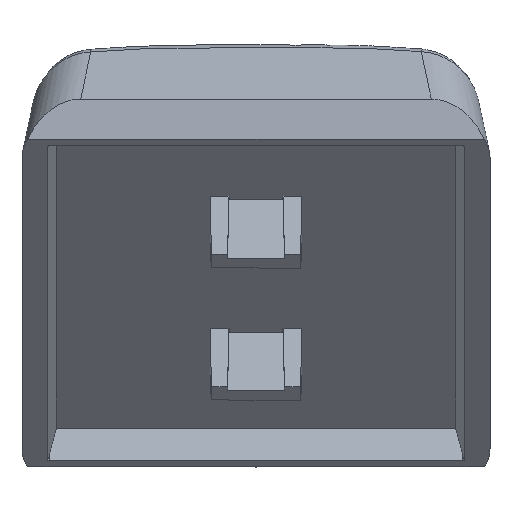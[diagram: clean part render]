
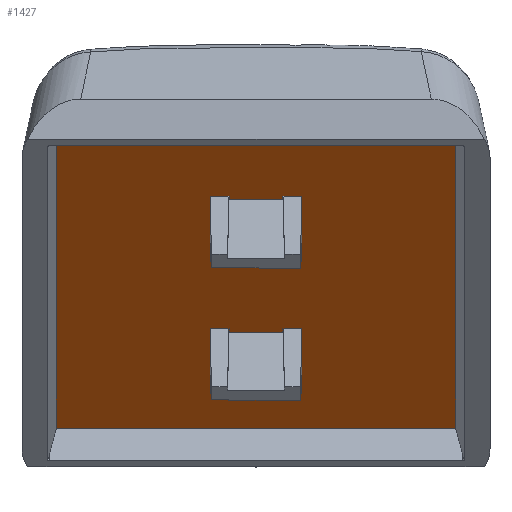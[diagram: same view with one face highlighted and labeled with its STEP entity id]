
A CAD part, front view. The second image highlights one B-rep face of the part: STEP entity #1427.
In plain terms, the highlighted planar face has unit normal (0, -0.749, -0.663).
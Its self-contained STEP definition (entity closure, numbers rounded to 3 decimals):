
#30=FACE_BOUND('',#528,.T.);
#31=FACE_BOUND('',#529,.T.);
#73=LINE('',#2305,#218);
#76=LINE('',#2310,#221);
#79=LINE('',#2316,#224);
#87=LINE('',#2333,#232);
#90=LINE('',#2338,#235);
#92=LINE('',#2342,#237);
#94=LINE('',#2346,#239);
#114=LINE('',#2405,#259);
#117=LINE('',#2410,#262);
#119=LINE('',#2413,#264);
#121=LINE('',#2417,#266);
#122=LINE('',#2420,#267);
#125=LINE('',#2426,#270);
#127=LINE('',#2430,#272);
#130=LINE('',#2435,#275);
#132=LINE('',#2439,#277);
#134=LINE('',#2443,#279);
#135=LINE('',#2445,#280);
#138=LINE('',#2451,#283);
#139=LINE('',#2454,#284);
#142=LINE('',#2460,#287);
#145=LINE('',#2466,#290);
#148=LINE('',#2472,#293);
#151=LINE('',#2477,#296);
#162=LINE('',#2536,#307);
#168=LINE('',#2547,#313);
#172=LINE('',#2555,#317);
#175=LINE('',#2560,#320);
#218=VECTOR('',#1618,10.);
#221=VECTOR('',#1623,10.);
#224=VECTOR('',#1628,10.);
#232=VECTOR('',#1640,10.);
#235=VECTOR('',#1645,10.);
#237=VECTOR('',#1649,10.);
#239=VECTOR('',#1653,10.);
#259=VECTOR('',#1709,10.);
#262=VECTOR('',#1714,10.);
#264=VECTOR('',#1718,10.);
#266=VECTOR('',#1722,10.);
#267=VECTOR('',#1725,10.);
#270=VECTOR('',#1730,10.);
#272=VECTOR('',#1734,10.);
#275=VECTOR('',#1739,10.);
#277=VECTOR('',#1743,10.);
#279=VECTOR('',#1747,10.);
#280=VECTOR('',#1750,10.);
#283=VECTOR('',#1755,10.);
#284=VECTOR('',#1758,10.);
#287=VECTOR('',#1763,10.);
#290=VECTOR('',#1768,10.);
#293=VECTOR('',#1773,10.);
#296=VECTOR('',#1778,10.);
#307=VECTOR('',#1807,10.);
#313=VECTOR('',#1817,10.);
#317=VECTOR('',#1825,10.);
#320=VECTOR('',#1832,10.);
#377=PLANE('',#1533);
#445=FACE_OUTER_BOUND('',#527,.T.);
#527=EDGE_LOOP('',(#1236,#1237,#1238,#1239));
#528=EDGE_LOOP('',(#1240,#1241,#1242,#1243,#1244,#1245,#1246,#1247,#1248,
#1249,#1250,#1251));
#529=EDGE_LOOP('',(#1252,#1253,#1254,#1255,#1256,#1257,#1258,#1259,#1260,
#1261,#1262,#1263));
#650=VERTEX_POINT('',#2302);
#651=VERTEX_POINT('',#2304);
#652=VERTEX_POINT('',#2308);
#654=VERTEX_POINT('',#2314);
#660=VERTEX_POINT('',#2330);
#661=VERTEX_POINT('',#2332);
#662=VERTEX_POINT('',#2336);
#663=VERTEX_POINT('',#2340);
#664=VERTEX_POINT('',#2344);
#684=VERTEX_POINT('',#2403);
#685=VERTEX_POINT('',#2404);
#686=VERTEX_POINT('',#2409);
#687=VERTEX_POINT('',#2415);
#688=VERTEX_POINT('',#2419);
#690=VERTEX_POINT('',#2425);
#691=VERTEX_POINT('',#2429);
#692=VERTEX_POINT('',#2433);
#693=VERTEX_POINT('',#2437);
#694=VERTEX_POINT('',#2441);
#696=VERTEX_POINT('',#2449);
#697=VERTEX_POINT('',#2453);
#699=VERTEX_POINT('',#2459);
#701=VERTEX_POINT('',#2465);
#703=VERTEX_POINT('',#2471);
#714=VERTEX_POINT('',#2533);
#715=VERTEX_POINT('',#2535);
#718=VERTEX_POINT('',#2545);
#720=VERTEX_POINT('',#2553);
#793=EDGE_CURVE('',#651,#650,#73,.T.);
#796=EDGE_CURVE('',#650,#652,#76,.T.);
#799=EDGE_CURVE('',#652,#654,#79,.T.);
#807=EDGE_CURVE('',#661,#660,#87,.T.);
#810=EDGE_CURVE('',#660,#662,#90,.T.);
#812=EDGE_CURVE('',#662,#663,#92,.T.);
#814=EDGE_CURVE('',#663,#664,#94,.T.);
#842=EDGE_CURVE('',#684,#685,#114,.T.);
#845=EDGE_CURVE('',#686,#684,#117,.T.);
#847=EDGE_CURVE('',#654,#686,#119,.T.);
#849=EDGE_CURVE('',#664,#687,#121,.T.);
#850=EDGE_CURVE('',#688,#661,#122,.T.);
#853=EDGE_CURVE('',#685,#690,#125,.T.);
#855=EDGE_CURVE('',#690,#691,#127,.T.);
#858=EDGE_CURVE('',#691,#692,#130,.T.);
#860=EDGE_CURVE('',#692,#693,#132,.T.);
#862=EDGE_CURVE('',#693,#694,#134,.T.);
#863=EDGE_CURVE('',#694,#651,#135,.T.);
#866=EDGE_CURVE('',#687,#696,#138,.T.);
#867=EDGE_CURVE('',#696,#697,#139,.T.);
#870=EDGE_CURVE('',#697,#699,#142,.T.);
#873=EDGE_CURVE('',#699,#701,#145,.T.);
#876=EDGE_CURVE('',#701,#703,#148,.T.);
#879=EDGE_CURVE('',#703,#688,#151,.T.);
#896=EDGE_CURVE('',#715,#714,#162,.T.);
#902=EDGE_CURVE('',#714,#718,#168,.T.);
#906=EDGE_CURVE('',#718,#720,#172,.T.);
#909=EDGE_CURVE('',#720,#715,#175,.T.);
#1236=ORIENTED_EDGE('',*,*,#902,.T.);
#1237=ORIENTED_EDGE('',*,*,#906,.T.);
#1238=ORIENTED_EDGE('',*,*,#909,.T.);
#1239=ORIENTED_EDGE('',*,*,#896,.T.);
#1240=ORIENTED_EDGE('',*,*,#793,.T.);
#1241=ORIENTED_EDGE('',*,*,#796,.T.);
#1242=ORIENTED_EDGE('',*,*,#799,.T.);
#1243=ORIENTED_EDGE('',*,*,#847,.T.);
#1244=ORIENTED_EDGE('',*,*,#845,.T.);
#1245=ORIENTED_EDGE('',*,*,#842,.T.);
#1246=ORIENTED_EDGE('',*,*,#853,.T.);
#1247=ORIENTED_EDGE('',*,*,#855,.T.);
#1248=ORIENTED_EDGE('',*,*,#858,.T.);
#1249=ORIENTED_EDGE('',*,*,#860,.T.);
#1250=ORIENTED_EDGE('',*,*,#862,.T.);
#1251=ORIENTED_EDGE('',*,*,#863,.T.);
#1252=ORIENTED_EDGE('',*,*,#850,.T.);
#1253=ORIENTED_EDGE('',*,*,#807,.T.);
#1254=ORIENTED_EDGE('',*,*,#810,.T.);
#1255=ORIENTED_EDGE('',*,*,#812,.T.);
#1256=ORIENTED_EDGE('',*,*,#814,.T.);
#1257=ORIENTED_EDGE('',*,*,#849,.T.);
#1258=ORIENTED_EDGE('',*,*,#866,.T.);
#1259=ORIENTED_EDGE('',*,*,#867,.T.);
#1260=ORIENTED_EDGE('',*,*,#870,.T.);
#1261=ORIENTED_EDGE('',*,*,#873,.T.);
#1262=ORIENTED_EDGE('',*,*,#876,.T.);
#1263=ORIENTED_EDGE('',*,*,#879,.T.);
#1427=ADVANCED_FACE('',(#445,#30,#31),#377,.T.);
#1533=AXIS2_PLACEMENT_3D('',#2562,#1835,#1836);
#1618=DIRECTION('',(0.,0.663,-0.749));
#1623=DIRECTION('',(-1.,0.,0.));
#1628=DIRECTION('',(0.,-0.663,0.749));
#1640=DIRECTION('',(-1.,0.,0.));
#1645=DIRECTION('',(0.,-0.663,0.749));
#1649=DIRECTION('',(-1.,0.,0.));
#1653=DIRECTION('',(0.,0.663,-0.749));
#1709=DIRECTION('',(1.,0.,0.));
#1714=DIRECTION('',(0.,0.663,-0.749));
#1718=DIRECTION('',(1.,0.,0.));
#1722=DIRECTION('',(-1.,0.,0.));
#1725=DIRECTION('',(0.,0.663,-0.749));
#1730=DIRECTION('',(0.,-0.663,0.749));
#1734=DIRECTION('',(1.,0.,0.));
#1739=DIRECTION('',(0.,0.663,-0.749));
#1743=DIRECTION('',(-1.,0.,0.));
#1747=DIRECTION('',(0.,-0.663,0.749));
#1750=DIRECTION('',(-1.,0.,0.));
#1755=DIRECTION('',(0.,-0.663,0.749));
#1758=DIRECTION('',(1.,0.,0.));
#1763=DIRECTION('',(0.,0.663,-0.749));
#1768=DIRECTION('',(1.,0.,0.));
#1773=DIRECTION('',(0.,-0.663,0.749));
#1778=DIRECTION('',(1.,0.,0.));
#1807=DIRECTION('',(0.,-0.663,0.749));
#1817=DIRECTION('',(-1.,0.,0.));
#1825=DIRECTION('',(0.,0.663,-0.749));
#1832=DIRECTION('',(1.,0.,0.));
#1835=DIRECTION('center_axis',(0.,-0.749,-0.663));
#1836=DIRECTION('ref_axis',(-1.,0.,0.));
#2302=CARTESIAN_POINT('',(28.127,6.92,3.581));
#2304=CARTESIAN_POINT('',(28.127,6.816,3.698));
#2305=CARTESIAN_POINT('',(28.127,7.98,2.382));
#2308=CARTESIAN_POINT('',(27.508,6.92,3.581));
#2310=CARTESIAN_POINT('',(31.93,6.92,3.581));
#2314=CARTESIAN_POINT('',(27.508,6.096,4.512));
#2316=CARTESIAN_POINT('',(27.508,8.032,2.324));
#2330=CARTESIAN_POINT('',(29.883,3.11,7.887));
#2332=CARTESIAN_POINT('',(30.502,3.11,7.887));
#2333=CARTESIAN_POINT('',(33.118,3.11,7.887));
#2336=CARTESIAN_POINT('',(29.883,3.006,8.004));
#2338=CARTESIAN_POINT('',(29.883,6.127,4.477));
#2340=CARTESIAN_POINT('',(28.127,3.006,8.004));
#2342=CARTESIAN_POINT('',(32.805,3.006,8.004));
#2344=CARTESIAN_POINT('',(28.127,3.11,7.887));
#2346=CARTESIAN_POINT('',(28.127,6.075,4.535));
#2403=CARTESIAN_POINT('',(28.127,6.2,4.395));
#2404=CARTESIAN_POINT('',(29.883,6.2,4.395));
#2405=CARTESIAN_POINT('',(31.93,6.2,4.395));
#2409=CARTESIAN_POINT('',(28.127,6.096,4.512));
#2410=CARTESIAN_POINT('',(28.127,7.618,2.792));
#2413=CARTESIAN_POINT('',(31.618,6.096,4.512));
#2415=CARTESIAN_POINT('',(27.508,3.11,7.887));
#2417=CARTESIAN_POINT('',(31.93,3.11,7.887));
#2419=CARTESIAN_POINT('',(30.502,2.286,8.818));
#2420=CARTESIAN_POINT('',(30.502,5.713,4.945));
#2425=CARTESIAN_POINT('',(29.883,6.096,4.512));
#2426=CARTESIAN_POINT('',(29.883,7.67,2.733));
#2429=CARTESIAN_POINT('',(30.502,6.096,4.512));
#2430=CARTESIAN_POINT('',(32.805,6.096,4.512));
#2433=CARTESIAN_POINT('',(30.502,6.92,3.581));
#2435=CARTESIAN_POINT('',(30.502,7.618,2.792));
#2437=CARTESIAN_POINT('',(29.883,6.92,3.581));
#2439=CARTESIAN_POINT('',(33.118,6.92,3.581));
#2441=CARTESIAN_POINT('',(29.883,6.816,3.698));
#2443=CARTESIAN_POINT('',(29.883,8.032,2.324));
#2445=CARTESIAN_POINT('',(32.805,6.816,3.698));
#2449=CARTESIAN_POINT('',(27.508,2.286,8.818));
#2451=CARTESIAN_POINT('',(27.508,6.127,4.477));
#2453=CARTESIAN_POINT('',(28.127,2.286,8.818));
#2454=CARTESIAN_POINT('',(31.618,2.286,8.818));
#2459=CARTESIAN_POINT('',(28.127,2.39,8.701));
#2460=CARTESIAN_POINT('',(28.127,5.713,4.945));
#2465=CARTESIAN_POINT('',(29.883,2.39,8.701));
#2466=CARTESIAN_POINT('',(31.93,2.39,8.701));
#2471=CARTESIAN_POINT('',(29.883,2.286,8.818));
#2472=CARTESIAN_POINT('',(29.883,5.765,4.887));
#2477=CARTESIAN_POINT('',(32.805,2.286,8.818));
#2533=CARTESIAN_POINT('',(35.504,0.247,11.123));
#2535=CARTESIAN_POINT('',(35.504,8.959,1.276));
#2536=CARTESIAN_POINT('',(35.504,0.097,11.292));
#2545=CARTESIAN_POINT('',(22.506,0.247,11.123));
#2547=CARTESIAN_POINT('',(22.28,0.247,11.123));
#2553=CARTESIAN_POINT('',(22.506,8.959,1.276));
#2555=CARTESIAN_POINT('',(22.506,9.109,1.107));
#2560=CARTESIAN_POINT('',(35.73,8.959,1.276));
#2562=CARTESIAN_POINT('Origin',(35.73,9.142,1.069));
